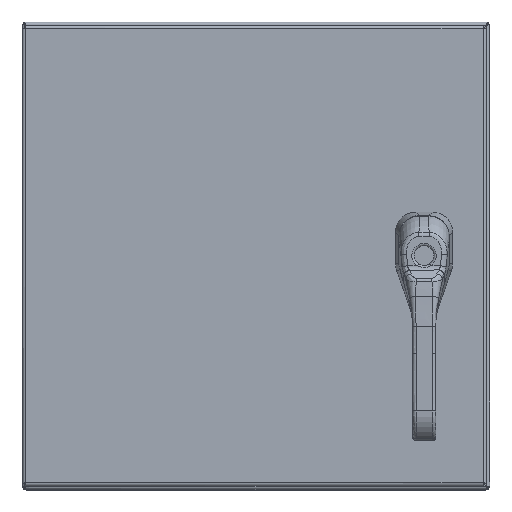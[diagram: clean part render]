
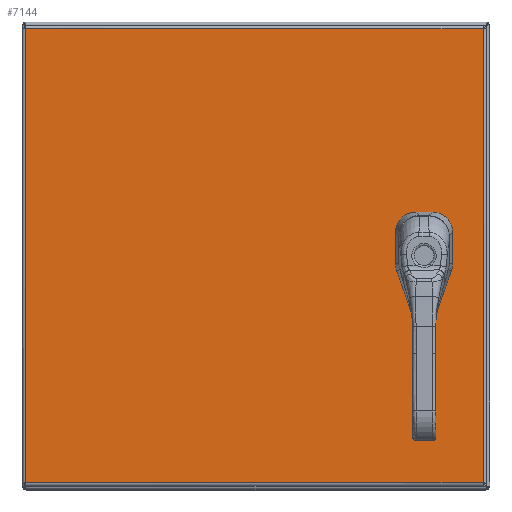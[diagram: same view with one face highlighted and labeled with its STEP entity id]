
A CAD part, top view. The second image highlights one B-rep face of the part: STEP entity #7144.
In plain terms, the highlighted face is planar.
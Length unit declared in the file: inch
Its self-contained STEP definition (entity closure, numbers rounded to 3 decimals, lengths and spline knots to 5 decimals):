
#5442=CARTESIAN_POINT('',(2.33762,8.275,0.0));
#5443=VERTEX_POINT('',#5442);
#5450=CARTESIAN_POINT('',(2.525,8.08762,0.0));
#5451=VERTEX_POINT('',#5450);
#5452=CARTESIAN_POINT('',(2.125,7.875,0.0));
#5453=DIRECTION('',(0.0,0.0,1.0));
#5454=DIRECTION('',(-0.469,-0.883,0.0));
#5455=AXIS2_PLACEMENT_3D('',#5452,#5453,#5454);
#5456=CIRCLE('',#5455,0.453);
#5457=EDGE_CURVE('',#5451,#5443,#5456,.T.);
#5482=CARTESIAN_POINT('',(2.525,7.66238,0.0));
#5483=VERTEX_POINT('',#5482);
#5484=CARTESIAN_POINT('',(2.525,7.66238,0.0));
#5485=DIRECTION('',(0.0,1.0,0.0));
#5486=VECTOR('',#5485,0.42525);
#5487=LINE('',#5484,#5486);
#5488=EDGE_CURVE('',#5483,#5451,#5487,.T.);
#5514=CARTESIAN_POINT('',(2.33762,7.475,0.0));
#5515=VERTEX_POINT('',#5514);
#5516=CARTESIAN_POINT('',(2.125,7.875,0.0));
#5517=DIRECTION('',(0.0,0.0,1.0));
#5518=DIRECTION('',(-0.883,0.469,0.0));
#5519=AXIS2_PLACEMENT_3D('',#5516,#5517,#5518);
#5520=CIRCLE('',#5519,0.453);
#5521=EDGE_CURVE('',#5515,#5483,#5520,.T.);
#5546=CARTESIAN_POINT('',(1.91238,7.475,0.0));
#5547=VERTEX_POINT('',#5546);
#5548=CARTESIAN_POINT('',(1.91238,7.475,0.0));
#5549=DIRECTION('',(1.0,0.0,0.0));
#5550=VECTOR('',#5549,0.42525);
#5551=LINE('',#5548,#5550);
#5552=EDGE_CURVE('',#5547,#5515,#5551,.T.);
#5578=CARTESIAN_POINT('',(1.725,7.66238,0.0));
#5579=VERTEX_POINT('',#5578);
#5580=CARTESIAN_POINT('',(2.125,7.875,0.0));
#5581=DIRECTION('',(0.0,0.0,1.0));
#5582=DIRECTION('',(0.469,0.883,0.0));
#5583=AXIS2_PLACEMENT_3D('',#5580,#5581,#5582);
#5584=CIRCLE('',#5583,0.453);
#5585=EDGE_CURVE('',#5579,#5547,#5584,.T.);
#5610=CARTESIAN_POINT('',(1.725,8.08762,0.0));
#5611=VERTEX_POINT('',#5610);
#5612=CARTESIAN_POINT('',(1.725,8.08762,0.0));
#5613=DIRECTION('',(0.0,-1.0,0.0));
#5614=VECTOR('',#5613,0.42525);
#5615=LINE('',#5612,#5614);
#5616=EDGE_CURVE('',#5611,#5579,#5615,.T.);
#5642=CARTESIAN_POINT('',(1.91238,8.275,0.0));
#5643=VERTEX_POINT('',#5642);
#5644=CARTESIAN_POINT('',(2.125,7.875,0.0));
#5645=DIRECTION('',(0.0,0.0,1.0));
#5646=DIRECTION('',(0.883,-0.469,0.0));
#5647=AXIS2_PLACEMENT_3D('',#5644,#5645,#5646);
#5648=CIRCLE('',#5647,0.453);
#5649=EDGE_CURVE('',#5643,#5611,#5648,.T.);
#5672=CARTESIAN_POINT('',(2.33762,8.275,0.0));
#5673=DIRECTION('',(-1.0,0.0,0.0));
#5674=VECTOR('',#5673,0.42525);
#5675=LINE('',#5672,#5674);
#5676=EDGE_CURVE('',#5443,#5643,#5675,.T.);
#5698=CARTESIAN_POINT('',(1.9845,6.497,0.0));
#5699=VERTEX_POINT('',#5698);
#5700=CARTESIAN_POINT('',(2.125,6.497,0.0));
#5701=DIRECTION('',(0.0,0.0,1.0));
#5702=DIRECTION('',(1.0,0.0,0.0));
#5703=AXIS2_PLACEMENT_3D('',#5700,#5701,#5702);
#5704=CIRCLE('',#5703,0.1405);
#5705=EDGE_CURVE('',#5699,#5699,#5704,.T.);
#5726=CARTESIAN_POINT('',(1.9845,6.989,0.0));
#5727=VERTEX_POINT('',#5726);
#5728=CARTESIAN_POINT('',(2.125,6.989,0.0));
#5729=DIRECTION('',(0.0,0.0,1.0));
#5730=DIRECTION('',(1.0,0.0,0.0));
#5731=AXIS2_PLACEMENT_3D('',#5728,#5729,#5730);
#5732=CIRCLE('',#5731,0.1405);
#5733=EDGE_CURVE('',#5727,#5727,#5732,.T.);
#5754=CARTESIAN_POINT('',(1.9845,8.76,0.0));
#5755=VERTEX_POINT('',#5754);
#5756=CARTESIAN_POINT('',(2.125,8.76,0.0));
#5757=DIRECTION('',(0.0,0.0,1.0));
#5758=DIRECTION('',(1.0,0.0,0.0));
#5759=AXIS2_PLACEMENT_3D('',#5756,#5757,#5758);
#5760=CIRCLE('',#5759,0.1405);
#5761=EDGE_CURVE('',#5755,#5755,#5760,.T.);
#6155=CARTESIAN_POINT('',(15.76975,0.10525,0.));
#6156=VERTEX_POINT('',#6155);
#6167=CARTESIAN_POINT('',(15.76975,15.64475,0.));
#6168=VERTEX_POINT('',#6167);
#6169=CARTESIAN_POINT('',(15.76975,15.64475,0.0));
#6170=DIRECTION('',(0.0,-1.0,0.0));
#6171=VECTOR('',#6170,15.5395);
#6172=LINE('',#6169,#6171);
#6173=EDGE_CURVE('',#6168,#6156,#6172,.T.);
#6325=CARTESIAN_POINT('',(0.10525,0.10525,0.));
#6326=VERTEX_POINT('',#6325);
#6337=CARTESIAN_POINT('',(15.76975,0.10525,0.0));
#6338=DIRECTION('',(-1.0,0.0,0.0));
#6339=VECTOR('',#6338,15.6645);
#6340=LINE('',#6337,#6339);
#6341=EDGE_CURVE('',#6156,#6326,#6340,.T.);
#6596=CARTESIAN_POINT('',(0.10525,15.64475,0.));
#6597=VERTEX_POINT('',#6596);
#6608=CARTESIAN_POINT('',(0.10525,0.10525,0.0));
#6609=DIRECTION('',(0.0,1.0,0.0));
#6610=VECTOR('',#6609,15.5395);
#6611=LINE('',#6608,#6610);
#6612=EDGE_CURVE('',#6326,#6597,#6611,.T.);
#6877=CARTESIAN_POINT('',(0.10525,15.64475,0.0));
#6878=DIRECTION('',(1.0,0.0,0.0));
#6879=VECTOR('',#6878,15.6645);
#6880=LINE('',#6877,#6879);
#6881=EDGE_CURVE('',#6597,#6168,#6880,.T.);
#7114=CARTESIAN_POINT('',(7.9375,7.875,0.0));
#7115=DIRECTION('',(0.0,0.0,1.0));
#7116=DIRECTION('',(1.0,0.0,0.0));
#7117=AXIS2_PLACEMENT_3D('',#7114,#7115,#7116);
#7118=PLANE('',#7117);
#7119=ORIENTED_EDGE('',*,*,#6173,.T.);
#7120=ORIENTED_EDGE('',*,*,#6341,.T.);
#7121=ORIENTED_EDGE('',*,*,#6612,.T.);
#7122=ORIENTED_EDGE('',*,*,#6881,.T.);
#7123=EDGE_LOOP('',(#7119,#7120,#7121,#7122));
#7124=FACE_OUTER_BOUND('',#7123,.T.);
#7125=ORIENTED_EDGE('',*,*,#5457,.T.);
#7126=ORIENTED_EDGE('',*,*,#5676,.T.);
#7127=ORIENTED_EDGE('',*,*,#5649,.T.);
#7128=ORIENTED_EDGE('',*,*,#5616,.T.);
#7129=ORIENTED_EDGE('',*,*,#5585,.T.);
#7130=ORIENTED_EDGE('',*,*,#5552,.T.);
#7131=ORIENTED_EDGE('',*,*,#5521,.T.);
#7132=ORIENTED_EDGE('',*,*,#5488,.T.);
#7133=EDGE_LOOP('',(#7125,#7126,#7127,#7128,#7129,#7130,#7131,#7132));
#7134=FACE_BOUND('',#7133,.T.);
#7135=ORIENTED_EDGE('',*,*,#5705,.T.);
#7136=EDGE_LOOP('',(#7135));
#7137=FACE_BOUND('',#7136,.T.);
#7138=ORIENTED_EDGE('',*,*,#5733,.T.);
#7139=EDGE_LOOP('',(#7138));
#7140=FACE_BOUND('',#7139,.T.);
#7141=ORIENTED_EDGE('',*,*,#5761,.T.);
#7142=EDGE_LOOP('',(#7141));
#7143=FACE_BOUND('',#7142,.T.);
#7144=ADVANCED_FACE('',(#7124,#7134,#7137,#7140,#7143),#7118,.F.);
